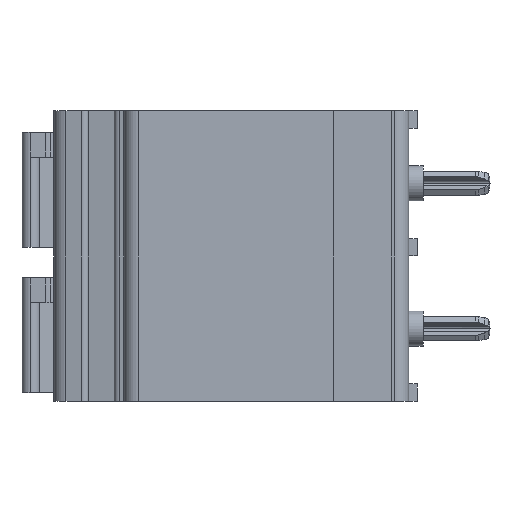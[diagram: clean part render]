
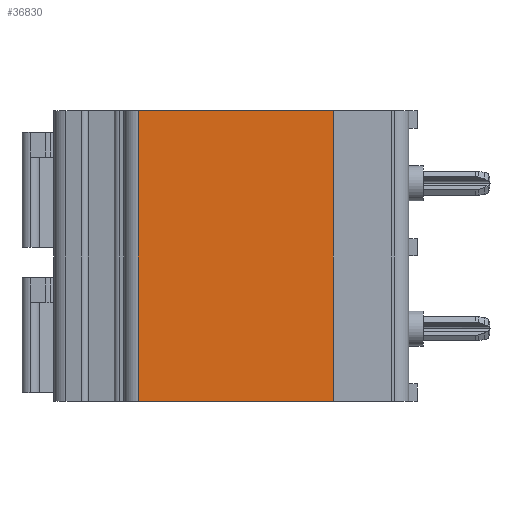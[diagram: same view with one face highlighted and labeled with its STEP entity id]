
A CAD part, left-side view. The second image highlights one B-rep face of the part: STEP entity #36830.
In plain terms, the highlighted planar face has unit normal (-1, 0, 0).
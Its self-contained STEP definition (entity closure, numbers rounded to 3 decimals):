
#3390=CARTESIAN_POINT('',(24.076,36.581,10.025));
#3400=VERTEX_POINT('',#3390);
#3430=CARTESIAN_POINT('',(24.076,33.438,10.025));
#3440=DIRECTION('',(0.,-1.,0.));
#3450=VECTOR('',#3440,1.);
#3460=LINE('',#3430,#3450);
#3470=CARTESIAN_POINT('',(24.076,26.581,10.025));
#3480=VERTEX_POINT('',#3470);
#3490=EDGE_CURVE('',#3400,#3480,#3460,.T.);
#6320=CARTESIAN_POINT('',(24.076,26.581,
13.876));
#6330=DIRECTION('',(0.,0.,-1.));
#6340=VECTOR('',#6330,1.);
#6350=LINE('',#6320,#6340);
#6360=CARTESIAN_POINT('',(24.076,26.581,
16.725));
#6370=VERTEX_POINT('',#6360);
#6380=EDGE_CURVE('',#6370,#3480,#6350,.T.);
#36600=CARTESIAN_POINT('',(24.076,38.231,
7.525));
#36610=DIRECTION('',(-1.,0.,0.));
#36620=DIRECTION('',(0.,0.,1.));
#36630=AXIS2_PLACEMENT_3D('',#36600,#36610,#36620);
#36640=PLANE('',#36630);
#36650=ORIENTED_EDGE('',*,*,#6380,.F.);
#36660=ORIENTED_EDGE('',*,*,#3490,.T.);
#36670=CARTESIAN_POINT('',(24.076,36.581,
13.876));
#36680=DIRECTION('',(0.,0.,-1.));
#36690=VECTOR('',#36680,1.);
#36700=LINE('',#36670,#36690);
#36710=CARTESIAN_POINT('',(24.076,36.581,
16.725));
#36720=VERTEX_POINT('',#36710);
#36730=EDGE_CURVE('',#36720,#3400,#36700,.T.);
#36740=ORIENTED_EDGE('',*,*,#36730,.T.);
#36750=CARTESIAN_POINT('',(24.076,41.481,
16.725));
#36760=DIRECTION('',(0.,-1.,0.));
#36770=VECTOR('',#36760,1.);
#36780=LINE('',#36750,#36770);
#36790=EDGE_CURVE('',#36720,#6370,#36780,.T.);
#36800=ORIENTED_EDGE('',*,*,#36790,.F.);
#36810=EDGE_LOOP('',(#36800,#36740,#36660,#36650));
#36820=FACE_OUTER_BOUND('',#36810,.T.);
#36830=ADVANCED_FACE('',(#36820),#36640,.T.);
